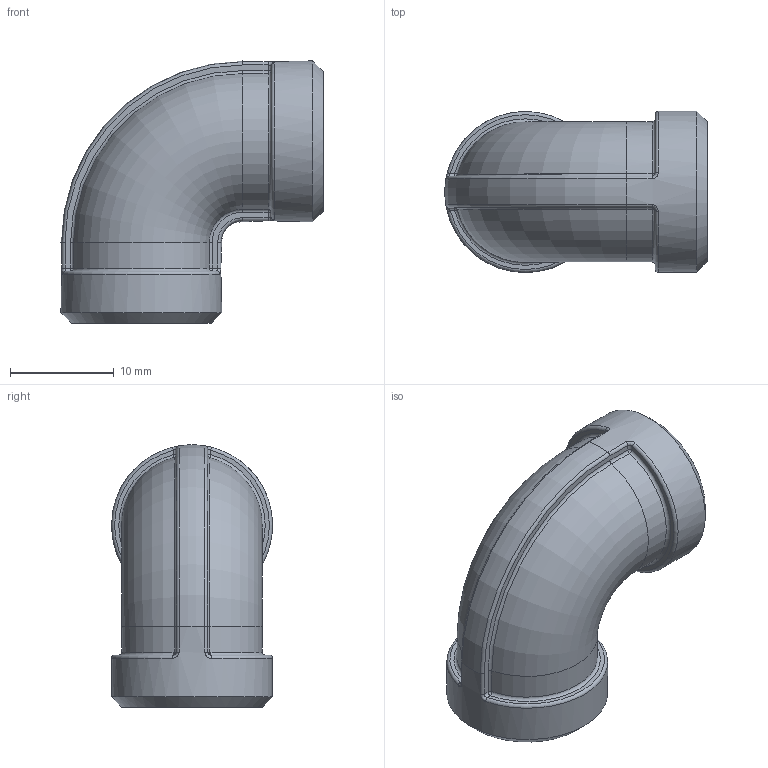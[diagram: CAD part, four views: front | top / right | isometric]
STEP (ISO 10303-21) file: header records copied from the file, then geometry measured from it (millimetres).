
FILE_DESCRIPTION(/* description */ (''),/* implementation_level */ '2;1');
FILE_NAME(/* name */ 'KI-301-006 Aschl.stp',/* time_stamp */ '2016-05-31T13:52:49+02:00',/* author */ ('hochmair'),/* organization */ (''),/* preprocessor_version */ 'ST-DEVELOPER v15.6',/* originating_system */ 'Autodesk Inventor 2015',/* authorisation */ '');
FILE_SCHEMA (('AUTOMOTIVE_DESIGN { 1 0 10303 214 3 1 1 }'));
Length unit declared in the file: millimetre
Products named in the file (1): KI-301-006 Aschl
Bounding box: 25.25 x 15.5 x 25.25 mm (x, y, z)
Volume: 2644.7 mm3; surface area: 2681.6 mm2
Topology: 1 solids, 26 shells, 401 faces, 978 edges, 631 vertices
Faces by surface type: bspline 152, plane 151, torus 48, cylinder 34, cone 8, sphere 8
Full cylindrical faces by diameter (mm): 8.566 x2, 10.5 x2, 15.5 x2
Entity records: 13667 total; most frequent: CARTESIAN_POINT 5471, ORIENTED_EDGE 1920, DIRECTION 1186, EDGE_CURVE 960, VERTEX_POINT 625, EDGE_LOOP 433, B_SPLINE_CURVE_WITH_KNOTS 418, FACE_OUTER_BOUND 401
